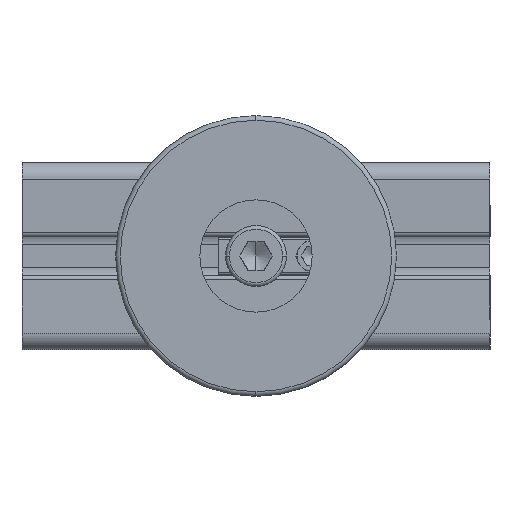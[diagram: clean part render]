
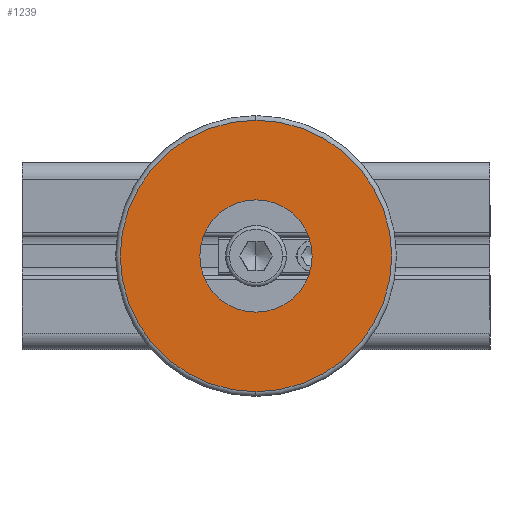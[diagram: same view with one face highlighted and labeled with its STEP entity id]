
A CAD part, left-side view. The second image highlights one B-rep face of the part: STEP entity #1239.
In plain terms, the highlighted planar face has unit normal (-1, 0, 0).
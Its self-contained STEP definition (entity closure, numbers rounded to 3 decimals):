
#141=CARTESIAN_POINT('',(-50.5,0.,69.));
#142=VERTEX_POINT('',#141);
#152=CARTESIAN_POINT('',(-50.5,-29.,40.));
#153=VERTEX_POINT('',#152);
#154=CARTESIAN_POINT('',(-50.5,0.,40.0));
#155=DIRECTION('',(-1.0,0.0,0.0));
#156=DIRECTION('',(0.0,-1.0,0.0));
#157=AXIS2_PLACEMENT_3D('',#154,#155,#156);
#158=CIRCLE('',#157,29.);
#159=EDGE_CURVE('',#153,#142,#158,.T.);
#161=CARTESIAN_POINT('',(-50.5,0.,11.));
#162=VERTEX_POINT('',#161);
#163=CARTESIAN_POINT('',(-50.5,0.,40.0));
#164=DIRECTION('',(-1.0,0.0,0.0));
#165=DIRECTION('',(0.0,-1.0,0.0));
#166=AXIS2_PLACEMENT_3D('',#163,#164,#165);
#167=CIRCLE('',#166,29.);
#168=EDGE_CURVE('',#162,#153,#167,.T.);
#719=CARTESIAN_POINT('',(-50.5,-12.,40.));
#720=VERTEX_POINT('',#719);
#729=CARTESIAN_POINT('',(-50.5,12.,40.));
#730=VERTEX_POINT('',#729);
#731=CARTESIAN_POINT('',(-50.5,0.,40.0));
#732=DIRECTION('',(1.0,0.0,0.0));
#733=DIRECTION('',(0.0,-1.0,0.0));
#734=AXIS2_PLACEMENT_3D('',#731,#732,#733);
#735=CIRCLE('',#734,12.);
#736=EDGE_CURVE('',#730,#720,#735,.T.);
#770=CARTESIAN_POINT('',(-50.5,0.,40.0));
#771=DIRECTION('',(1.0,0.0,0.0));
#772=DIRECTION('',(0.0,-1.0,0.0));
#773=AXIS2_PLACEMENT_3D('',#770,#771,#772);
#774=CIRCLE('',#773,12.);
#775=EDGE_CURVE('',#720,#730,#774,.T.);
#1215=CARTESIAN_POINT('',(-50.5,0.,40.0));
#1216=DIRECTION('',(-1.0,0.0,0.0));
#1217=DIRECTION('',(0.0,-1.0,0.0));
#1218=AXIS2_PLACEMENT_3D('',#1215,#1216,#1217);
#1219=CIRCLE('',#1218,29.);
#1220=EDGE_CURVE('',#142,#162,#1219,.T.);
#1225=CARTESIAN_POINT('',(-50.5,-31.9,8.1));
#1226=DIRECTION('',(-1.0,0.0,0.0));
#1227=DIRECTION('',(0.0,0.0,1.0));
#1228=AXIS2_PLACEMENT_3D('',#1225,#1226,#1227);
#1229=PLANE('',#1228);
#1230=ORIENTED_EDGE('',*,*,#159,.T.);
#1231=ORIENTED_EDGE('',*,*,#1220,.T.);
#1232=ORIENTED_EDGE('',*,*,#168,.T.);
#1233=EDGE_LOOP('',(#1230,#1231,#1232));
#1234=FACE_OUTER_BOUND('',#1233,.T.);
#1235=ORIENTED_EDGE('',*,*,#775,.T.);
#1236=ORIENTED_EDGE('',*,*,#736,.T.);
#1237=EDGE_LOOP('',(#1235,#1236));
#1238=FACE_BOUND('',#1237,.T.);
#1239=ADVANCED_FACE('',(#1234,#1238),#1229,.T.);
